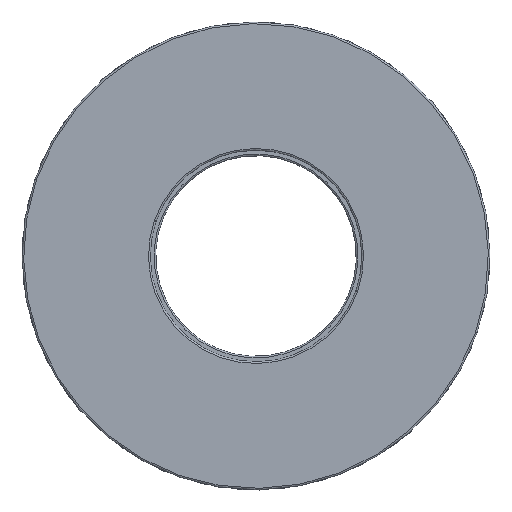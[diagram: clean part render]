
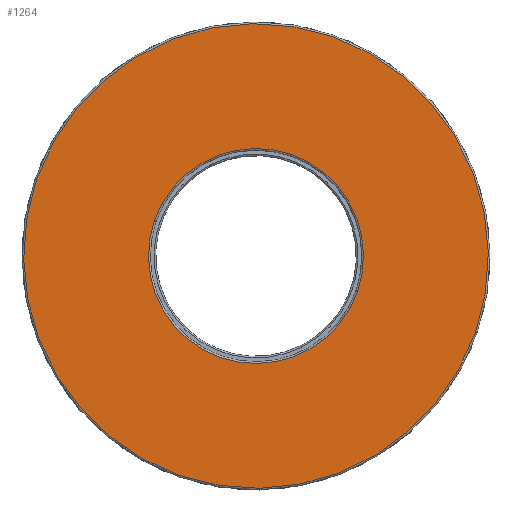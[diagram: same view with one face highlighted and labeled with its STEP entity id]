
A CAD part, front view. The second image highlights one B-rep face of the part: STEP entity #1264.
In plain terms, the highlighted planar face has unit normal (0, -1, 0).
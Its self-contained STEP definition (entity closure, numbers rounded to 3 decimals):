
#84 = AXIS2_PLACEMENT_3D ( 'NONE', #1806, #4667, #681 ) ;
#163 = FACE_OUTER_BOUND ( 'NONE', #173, .T. ) ;
#173 = EDGE_LOOP ( 'NONE', ( #4820, #2089 ) ) ;
#378 = CARTESIAN_POINT ( 'NONE',  ( 0., 0., 0. ) ) ;
#585 = ORIENTED_EDGE ( 'NONE', *, *, #5120, .T. ) ;
#622 = CARTESIAN_POINT ( 'NONE',  ( 0., 0., -3.215 ) ) ;
#681 = DIRECTION ( 'NONE',  ( 0., 0., 1. ) ) ;
#808 = CIRCLE ( 'NONE', #3387, 6.95 ) ;
#821 = DIRECTION ( 'NONE',  ( 0., -1., 0. ) ) ;
#969 = CARTESIAN_POINT ( 'NONE',  ( 0., 0., 3.215 ) ) ;
#1264 = ADVANCED_FACE ( 'NONE', ( #2768, #163 ), #4902, .F. ) ;
#1277 = DIRECTION ( 'NONE',  ( 0., 1., 0. ) ) ;
#1432 = AXIS2_PLACEMENT_3D ( 'NONE', #3385, #3370, #3350 ) ;
#1486 = ORIENTED_EDGE ( 'NONE', *, *, #4440, .T. ) ;
#1652 = DIRECTION ( 'NONE',  ( 0., -1., 0. ) ) ;
#1677 = AXIS2_PLACEMENT_3D ( 'NONE', #3246, #1277, #3295 ) ;
#1806 = CARTESIAN_POINT ( 'NONE',  ( 0., 0., 0. ) ) ;
#1900 = EDGE_CURVE ( 'NONE', #2315, #4354, #808, .T. ) ;
#1932 = CARTESIAN_POINT ( 'NONE',  ( 0., 0., -6.95 ) ) ;
#2089 = ORIENTED_EDGE ( 'NONE', *, *, #5048, .T. ) ;
#2315 = VERTEX_POINT ( 'NONE', #2708 ) ;
#2652 = CIRCLE ( 'NONE', #1677, 3.215 ) ;
#2708 = CARTESIAN_POINT ( 'NONE',  ( 0., 0., 6.95 ) ) ;
#2768 = FACE_BOUND ( 'NONE', #4201, .T. ) ;
#2809 = DIRECTION ( 'NONE',  ( 0., 0., 1. ) ) ;
#3102 = CIRCLE ( 'NONE', #4486, 6.95 ) ;
#3244 = VERTEX_POINT ( 'NONE', #969 ) ;
#3246 = CARTESIAN_POINT ( 'NONE',  ( 0., 0., 0. ) ) ;
#3295 = DIRECTION ( 'NONE',  ( 0., 0., 1. ) ) ;
#3350 = DIRECTION ( 'NONE',  ( 0., 0., 1. ) ) ;
#3370 = DIRECTION ( 'NONE',  ( 0., 1., 0. ) ) ;
#3385 = CARTESIAN_POINT ( 'NONE',  ( 0., 0., 0. ) ) ;
#3387 = AXIS2_PLACEMENT_3D ( 'NONE', #4111, #1652, #4915 ) ;
#3466 = VERTEX_POINT ( 'NONE', #622 ) ;
#3973 = CIRCLE ( 'NONE', #84, 3.215 ) ;
#4111 = CARTESIAN_POINT ( 'NONE',  ( 0., 0., 0. ) ) ;
#4201 = EDGE_LOOP ( 'NONE', ( #585, #1486 ) ) ;
#4354 = VERTEX_POINT ( 'NONE', #1932 ) ;
#4440 = EDGE_CURVE ( 'NONE', #3466, #3244, #2652, .T. ) ;
#4486 = AXIS2_PLACEMENT_3D ( 'NONE', #378, #821, #2809 ) ;
#4667 = DIRECTION ( 'NONE',  ( 0., 1., 0. ) ) ;
#4820 = ORIENTED_EDGE ( 'NONE', *, *, #1900, .T. ) ;
#4902 = PLANE ( 'NONE',  #1432 ) ;
#4915 = DIRECTION ( 'NONE',  ( 0., 0., 1. ) ) ;
#5048 = EDGE_CURVE ( 'NONE', #4354, #2315, #3102, .T. ) ;
#5120 = EDGE_CURVE ( 'NONE', #3244, #3466, #3973, .T. ) ;
